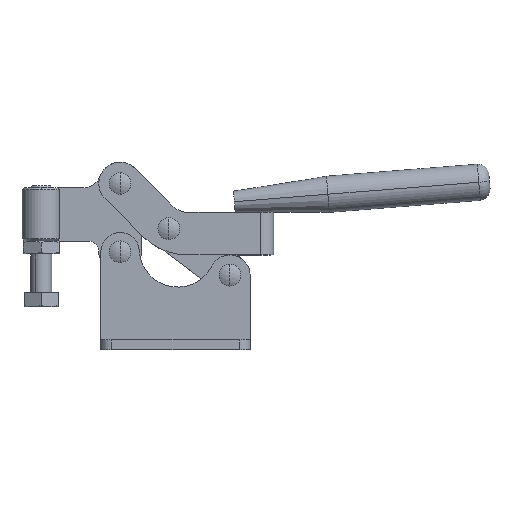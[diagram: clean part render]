
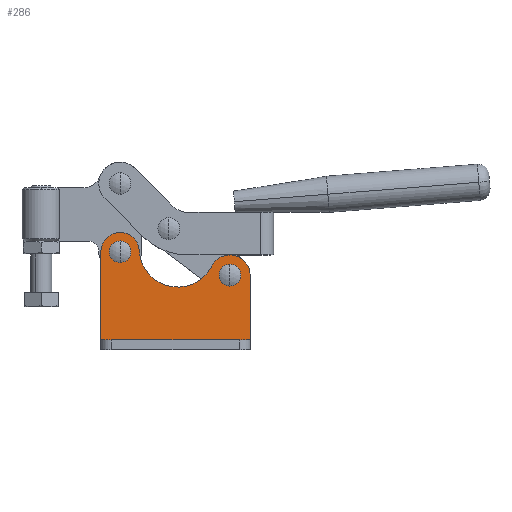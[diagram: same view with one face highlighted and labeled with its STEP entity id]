
A CAD part, top view. The second image highlights one B-rep face of the part: STEP entity #286.
In plain terms, the highlighted planar face has unit normal (0, 0, 1).
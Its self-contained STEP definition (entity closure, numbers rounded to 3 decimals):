
#228 = VERTEX_POINT ( 'NONE', #6869 ) ;
#235 = VERTEX_POINT ( 'NONE', #6852 ) ;
#237 = EDGE_CURVE ( 'NONE', #288, #235, #6851, .T. ) ;
#247 = EDGE_CURVE ( 'NONE', #228, #248, #6889, .T. ) ;
#248 = VERTEX_POINT ( 'NONE', #6833 ) ;
#286 = ADVANCED_FACE ( 'NONE', ( #7047, #7044, #7043 ), #7042, .T. ) ;
#287 = EDGE_LOOP ( 'NONE', ( #1112, #705, #300, #303, #332, #1045 ) ) ;
#288 = VERTEX_POINT ( 'NONE', #7064 ) ;
#296 = VERTEX_POINT ( 'NONE', #7083 ) ;
#297 = VERTEX_POINT ( 'NONE', #7111 ) ;
#298 = VERTEX_POINT ( 'NONE', #7130 ) ;
#299 = EDGE_CURVE ( 'NONE', #302, #1139, #7133, .T. ) ;
#300 = ORIENTED_EDGE ( 'NONE', *, *, #301, .T. ) ;
#301 = EDGE_CURVE ( 'NONE', #297, #302, #7086, .T. ) ;
#302 = VERTEX_POINT ( 'NONE', #7073 ) ;
#303 = ORIENTED_EDGE ( 'NONE', *, *, #299, .T. ) ;
#304 = VERTEX_POINT ( 'NONE', #7077 ) ;
#312 = EDGE_CURVE ( 'NONE', #1139, #298, #7072, .T. ) ;
#332 = ORIENTED_EDGE ( 'NONE', *, *, #312, .T. ) ;
#671 = ORIENTED_EDGE ( 'NONE', *, *, #237, .F. ) ;
#705 = ORIENTED_EDGE ( 'NONE', *, *, #776, .T. ) ;
#776 = EDGE_CURVE ( 'NONE', #296, #297, #2016, .T. ) ;
#786 = EDGE_LOOP ( 'NONE', ( #955, #971 ) ) ;
#809 = EDGE_CURVE ( 'NONE', #235, #288, #2028, .T. ) ;
#822 = ORIENTED_EDGE ( 'NONE', *, *, #809, .F. ) ;
#955 = ORIENTED_EDGE ( 'NONE', *, *, #247, .F. ) ;
#962 = EDGE_CURVE ( 'NONE', #248, #228, #2116, .T. ) ;
#971 = ORIENTED_EDGE ( 'NONE', *, *, #962, .F. ) ;
#995 = EDGE_CURVE ( 'NONE', #298, #304, #2098, .T. ) ;
#1045 = ORIENTED_EDGE ( 'NONE', *, *, #995, .T. ) ;
#1112 = ORIENTED_EDGE ( 'NONE', *, *, #1116, .F. ) ;
#1116 = EDGE_CURVE ( 'NONE', #296, #304, #1906, .T. ) ;
#1117 = EDGE_LOOP ( 'NONE', ( #671, #822 ) ) ;
#1139 = VERTEX_POINT ( 'NONE', #1911 ) ;
#1854 = CARTESIAN_POINT ( 'NONE',  ( 60.5, 4.5, 4.5 ) ) ;
#1871 = VECTOR ( 'NONE', #1917, 1000. ) ;
#1906 = LINE ( 'NONE', #1854, #1871 ) ;
#1911 = CARTESIAN_POINT ( 'NONE',  ( 17.988, 46.372, 4.5 ) ) ;
#1917 = DIRECTION ( 'NONE',  ( -1., 0., 0. ) ) ;
#2010 = DIRECTION ( 'NONE',  ( 0., 1., 0. ) ) ;
#2011 = VECTOR ( 'NONE', #2010, 1000. ) ;
#2015 = CARTESIAN_POINT ( 'NONE',  ( 70., 34.9, 4.5 ) ) ;
#2016 = LINE ( 'NONE', #2015, #2011 ) ;
#2024 = DIRECTION ( 'NONE',  ( 1., 0., 0. ) ) ;
#2025 = DIRECTION ( 'NONE',  ( 0., 0., 1. ) ) ;
#2026 = CARTESIAN_POINT ( 'NONE',  ( 9., 45.9, 4.5 ) ) ;
#2027 = AXIS2_PLACEMENT_3D ( 'NONE', #2026, #2025, #2024 ) ;
#2028 = CIRCLE ( 'NONE', #2027, 4. ) ;
#2095 = DIRECTION ( 'NONE',  ( 0., -1., 0. ) ) ;
#2096 = VECTOR ( 'NONE', #2095, 1000. ) ;
#2097 = CARTESIAN_POINT ( 'NONE',  ( 0., 45.9, 4.5 ) ) ;
#2098 = LINE ( 'NONE', #2097, #2096 ) ;
#2112 = DIRECTION ( 'NONE',  ( 1., 0., 0. ) ) ;
#2113 = DIRECTION ( 'NONE',  ( 0., 0., 1. ) ) ;
#2114 = CARTESIAN_POINT ( 'NONE',  ( 60.5, 34.9, 4.5 ) ) ;
#2115 = AXIS2_PLACEMENT_3D ( 'NONE', #2114, #2113, #2112 ) ;
#2116 = CIRCLE ( 'NONE', #2115, 4. ) ;
#6833 = CARTESIAN_POINT ( 'NONE',  ( 64.5, 34.9, 4.5 ) ) ;
#6834 = DIRECTION ( 'NONE',  ( 1., 0., 0. ) ) ;
#6835 = DIRECTION ( 'NONE',  ( 0., 0., 1. ) ) ;
#6836 = CARTESIAN_POINT ( 'NONE',  ( 60.5, 34.9, 4.5 ) ) ;
#6851 = CIRCLE ( 'NONE', #6908, 4. ) ;
#6852 = CARTESIAN_POINT ( 'NONE',  ( 13., 45.9, 4.5 ) ) ;
#6869 = CARTESIAN_POINT ( 'NONE',  ( 56.5, 34.9, 4.5 ) ) ;
#6875 = DIRECTION ( 'NONE',  ( 1., 0., 0. ) ) ;
#6876 = DIRECTION ( 'NONE',  ( 0., 0., 1. ) ) ;
#6888 = AXIS2_PLACEMENT_3D ( 'NONE', #6836, #6835, #6834 ) ;
#6889 = CIRCLE ( 'NONE', #6888, 4. ) ;
#6907 = CARTESIAN_POINT ( 'NONE',  ( 9., 45.9, 4.5 ) ) ;
#6908 = AXIS2_PLACEMENT_3D ( 'NONE', #6907, #6876, #6875 ) ;
#7041 = CARTESIAN_POINT ( 'NONE',  ( 60.5, 34.9, 4.5 ) ) ;
#7042 = PLANE ( 'NONE',  #7063 ) ;
#7043 = FACE_BOUND ( 'NONE', #786, .T. ) ;
#7044 = FACE_BOUND ( 'NONE', #1117, .T. ) ;
#7046 = DIRECTION ( 'NONE',  ( 1., 0., 0. ) ) ;
#7047 = FACE_OUTER_BOUND ( 'NONE', #287, .T. ) ;
#7062 = DIRECTION ( 'NONE',  ( 0., 0., 1. ) ) ;
#7063 = AXIS2_PLACEMENT_3D ( 'NONE', #7041, #7062, #7046 ) ;
#7064 = CARTESIAN_POINT ( 'NONE',  ( 5., 45.9, 4.5 ) ) ;
#7071 = AXIS2_PLACEMENT_3D ( 'NONE', #7115, #7122, #7121 ) ;
#7072 = CIRCLE ( 'NONE', #7071, 9. ) ;
#7073 = CARTESIAN_POINT ( 'NONE',  ( 52.024, 39.189, 4.5 ) ) ;
#7076 = AXIS2_PLACEMENT_3D ( 'NONE', #7135, #7084, #7129 ) ;
#7077 = CARTESIAN_POINT ( 'NONE',  ( 0., 4.5, 4.5 ) ) ;
#7083 = CARTESIAN_POINT ( 'NONE',  ( 70., 4.5, 4.5 ) ) ;
#7084 = DIRECTION ( 'NONE',  ( 0., 0., -1. ) ) ;
#7086 = CIRCLE ( 'NONE', #7117, 9.5 ) ;
#7111 = CARTESIAN_POINT ( 'NONE',  ( 70., 34.9, 4.5 ) ) ;
#7114 = DIRECTION ( 'NONE',  ( 0., 0., 1. ) ) ;
#7115 = CARTESIAN_POINT ( 'NONE',  ( 9., 45.9, 4.5 ) ) ;
#7117 = AXIS2_PLACEMENT_3D ( 'NONE', #7128, #7114, #7125 ) ;
#7121 = DIRECTION ( 'NONE',  ( 1., 0., 0. ) ) ;
#7122 = DIRECTION ( 'NONE',  ( 0., 0., 1. ) ) ;
#7125 = DIRECTION ( 'NONE',  ( 1., 0., 0. ) ) ;
#7128 = CARTESIAN_POINT ( 'NONE',  ( 60.5, 34.9, 4.5 ) ) ;
#7129 = DIRECTION ( 'NONE',  ( 1., 0., 0. ) ) ;
#7130 = CARTESIAN_POINT ( 'NONE',  ( 0., 45.9, 4.5 ) ) ;
#7133 = CIRCLE ( 'NONE', #7076, 18. ) ;
#7135 = CARTESIAN_POINT ( 'NONE',  ( 35.963, 47.317, 4.5 ) ) ;
